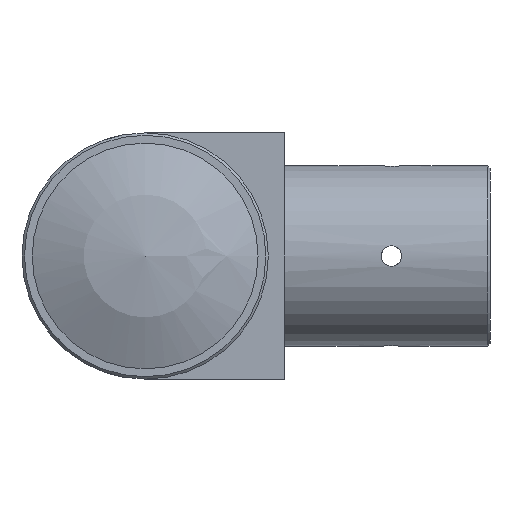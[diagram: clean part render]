
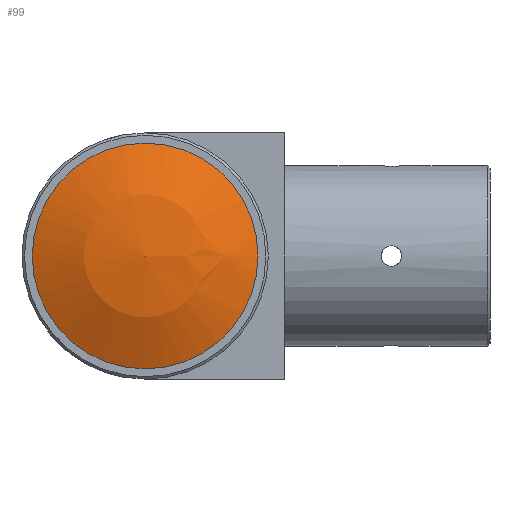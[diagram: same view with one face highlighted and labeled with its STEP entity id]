
A CAD part, left-side view. The second image highlights one B-rep face of the part: STEP entity #99.
In plain terms, the highlighted spherical face has radius 31.209 mm.
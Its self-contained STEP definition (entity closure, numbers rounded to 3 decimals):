
#40 = ORIENTED_EDGE ( 'NONE', *, *, #1136, .F. ) ;
#99 = ADVANCED_FACE ( 'NONE', ( #715 ), #330, .T. ) ;
#127 = DIRECTION ( 'NONE',  ( -1., 0., 0. ) ) ;
#148 = DIRECTION ( 'NONE',  ( 0., -1., 0. ) ) ;
#267 = DIRECTION ( 'NONE',  ( 1., 0., 0. ) ) ;
#276 = CARTESIAN_POINT ( 'NONE',  ( 2.6, 0., 0. ) ) ;
#330 = SPHERICAL_SURFACE ( 'NONE', #628, 31.21 ) ;
#428 = CARTESIAN_POINT ( 'NONE',  ( 30.218, 0., 0. ) ) ;
#561 = DIRECTION ( 'NONE',  ( 0., 1., 0. ) ) ;
#628 = AXIS2_PLACEMENT_3D ( 'NONE', #428, #127, #148 ) ;
#715 = FACE_OUTER_BOUND ( 'NONE', #857, .T. ) ;
#850 = AXIS2_PLACEMENT_3D ( 'NONE', #276, #267, #561 ) ;
#857 = EDGE_LOOP ( 'NONE', ( #40 ) ) ;
#1029 = CIRCLE ( 'NONE', #850, 14.535 ) ;
#1086 = VERTEX_POINT ( 'NONE', #1186 ) ;
#1136 = EDGE_CURVE ( 'NONE', #1086, #1086, #1029, .T. ) ;
#1186 = CARTESIAN_POINT ( 'NONE',  ( 2.6, 14.535, 0. ) ) ;
